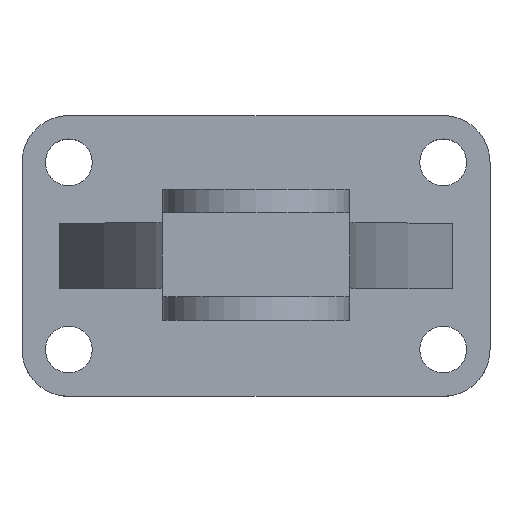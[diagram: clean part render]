
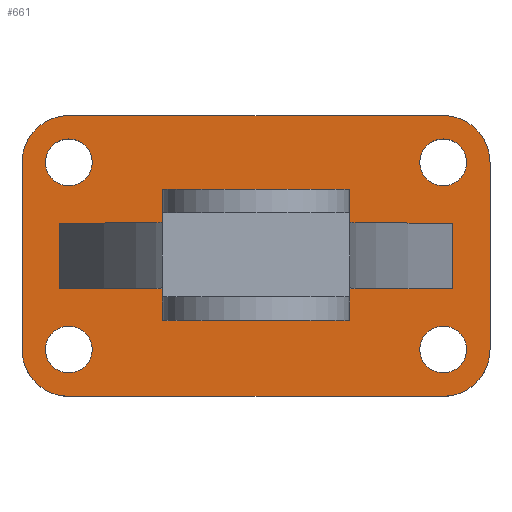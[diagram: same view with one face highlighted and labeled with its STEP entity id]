
A CAD part, top view. The second image highlights one B-rep face of the part: STEP entity #661.
In plain terms, the highlighted planar face has unit normal (0, 0, 1).
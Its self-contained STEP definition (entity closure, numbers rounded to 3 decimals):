
#25=LINE('',#983,#87);
#30=LINE('',#1004,#92);
#31=LINE('',#1009,#93);
#32=LINE('',#1012,#94);
#33=LINE('',#1023,#95);
#34=LINE('',#1025,#96);
#35=LINE('',#1027,#97);
#36=LINE('',#1028,#98);
#87=VECTOR('',#789,80.);
#92=VECTOR('',#808,40.);
#93=VECTOR('',#813,40.);
#94=VECTOR('',#816,80.);
#95=VECTOR('',#825,84.);
#96=VECTOR('',#826,14.);
#97=VECTOR('',#827,84.);
#98=VECTOR('',#828,14.);
#142=PLANE('',#707);
#163=FACE_BOUND('',#224,.T.);
#164=FACE_BOUND('',#225,.T.);
#165=FACE_BOUND('',#226,.T.);
#166=FACE_BOUND('',#227,.T.);
#167=FACE_BOUND('',#228,.T.);
#188=FACE_OUTER_BOUND('',#223,.T.);
#223=EDGE_LOOP('',(#480,#481,#482,#483,#484,#485,#486,#487));
#224=EDGE_LOOP('',(#488));
#225=EDGE_LOOP('',(#489));
#226=EDGE_LOOP('',(#490));
#227=EDGE_LOOP('',(#491));
#228=EDGE_LOOP('',(#492,#493,#494,#495));
#274=CIRCLE('',#708,10.);
#275=CIRCLE('',#709,10.);
#276=CIRCLE('',#710,10.);
#277=CIRCLE('',#711,10.);
#278=CIRCLE('',#712,5.);
#279=CIRCLE('',#713,5.);
#280=CIRCLE('',#714,5.);
#281=CIRCLE('',#715,5.);
#307=VERTEX_POINT('',#980);
#308=VERTEX_POINT('',#982);
#315=VERTEX_POINT('',#1000);
#316=VERTEX_POINT('',#1001);
#317=VERTEX_POINT('',#1003);
#318=VERTEX_POINT('',#1006);
#319=VERTEX_POINT('',#1008);
#320=VERTEX_POINT('',#1010);
#321=VERTEX_POINT('',#1013);
#322=VERTEX_POINT('',#1015);
#323=VERTEX_POINT('',#1017);
#324=VERTEX_POINT('',#1019);
#325=VERTEX_POINT('',#1021);
#326=VERTEX_POINT('',#1022);
#327=VERTEX_POINT('',#1024);
#328=VERTEX_POINT('',#1026);
#374=EDGE_CURVE('',#308,#307,#25,.T.);
#383=EDGE_CURVE('',#315,#316,#274,.T.);
#384=EDGE_CURVE('',#316,#317,#30,.T.);
#385=EDGE_CURVE('',#317,#308,#275,.T.);
#386=EDGE_CURVE('',#307,#318,#276,.T.);
#387=EDGE_CURVE('',#318,#319,#31,.T.);
#388=EDGE_CURVE('',#319,#320,#277,.T.);
#389=EDGE_CURVE('',#320,#315,#32,.T.);
#390=EDGE_CURVE('',#321,#321,#278,.T.);
#391=EDGE_CURVE('',#322,#322,#279,.T.);
#392=EDGE_CURVE('',#323,#323,#280,.T.);
#393=EDGE_CURVE('',#324,#324,#281,.T.);
#394=EDGE_CURVE('',#325,#326,#33,.T.);
#395=EDGE_CURVE('',#327,#326,#34,.T.);
#396=EDGE_CURVE('',#327,#328,#35,.T.);
#397=EDGE_CURVE('',#328,#325,#36,.T.);
#480=ORIENTED_EDGE('',*,*,#383,.T.);
#481=ORIENTED_EDGE('',*,*,#384,.T.);
#482=ORIENTED_EDGE('',*,*,#385,.T.);
#483=ORIENTED_EDGE('',*,*,#374,.T.);
#484=ORIENTED_EDGE('',*,*,#386,.T.);
#485=ORIENTED_EDGE('',*,*,#387,.T.);
#486=ORIENTED_EDGE('',*,*,#388,.T.);
#487=ORIENTED_EDGE('',*,*,#389,.T.);
#488=ORIENTED_EDGE('',*,*,#390,.T.);
#489=ORIENTED_EDGE('',*,*,#391,.T.);
#490=ORIENTED_EDGE('',*,*,#392,.T.);
#491=ORIENTED_EDGE('',*,*,#393,.T.);
#492=ORIENTED_EDGE('',*,*,#394,.T.);
#493=ORIENTED_EDGE('',*,*,#395,.F.);
#494=ORIENTED_EDGE('',*,*,#396,.T.);
#495=ORIENTED_EDGE('',*,*,#397,.T.);
#661=ADVANCED_FACE('',(#188,#163,#164,#165,#166,#167),#142,.T.);
#707=AXIS2_PLACEMENT_3D('',#999,#804,#805);
#708=AXIS2_PLACEMENT_3D('',#1002,#806,#807);
#709=AXIS2_PLACEMENT_3D('',#1005,#809,#810);
#710=AXIS2_PLACEMENT_3D('',#1007,#811,#812);
#711=AXIS2_PLACEMENT_3D('',#1011,#814,#815);
#712=AXIS2_PLACEMENT_3D('',#1014,#817,#818);
#713=AXIS2_PLACEMENT_3D('',#1016,#819,#820);
#714=AXIS2_PLACEMENT_3D('',#1018,#821,#822);
#715=AXIS2_PLACEMENT_3D('',#1020,#823,#824);
#789=DIRECTION('',(1.,0.,0.));
#804=DIRECTION('center_axis',(0.,0.,1.));
#805=DIRECTION('ref_axis',(1.,0.,0.));
#806=DIRECTION('center_axis',(0.,0.,1.));
#807=DIRECTION('ref_axis',(1.,0.,0.));
#808=DIRECTION('',(0.,-1.,0.));
#809=DIRECTION('center_axis',(0.,0.,1.));
#810=DIRECTION('ref_axis',(0.,1.,0.));
#811=DIRECTION('center_axis',(0.,0.,1.));
#812=DIRECTION('ref_axis',(-1.,0.,0.));
#813=DIRECTION('',(0.,1.,0.));
#814=DIRECTION('center_axis',(0.,0.,1.));
#815=DIRECTION('ref_axis',(0.,-1.,0.));
#816=DIRECTION('',(-1.,0.,0.));
#817=DIRECTION('center_axis',(0.,0.,-1.));
#818=DIRECTION('ref_axis',(1.,0.,0.));
#819=DIRECTION('center_axis',(0.,0.,-1.));
#820=DIRECTION('ref_axis',(1.,0.,0.));
#821=DIRECTION('center_axis',(0.,0.,-1.));
#822=DIRECTION('ref_axis',(1.,0.,0.));
#823=DIRECTION('center_axis',(0.,0.,-1.));
#824=DIRECTION('ref_axis',(1.,0.,0.));
#825=DIRECTION('',(1.,0.,0.));
#826=DIRECTION('',(0.,1.,0.));
#827=DIRECTION('',(-1.,0.,0.));
#828=DIRECTION('',(0.,1.,0.));
#980=CARTESIAN_POINT('',(40.,-16.,0.));
#982=CARTESIAN_POINT('',(-40.,-16.,0.));
#983=CARTESIAN_POINT('',(-40.,-16.,0.));
#999=CARTESIAN_POINT('Origin',(0.,14.,0.));
#1000=CARTESIAN_POINT('',(-40.,44.,0.));
#1001=CARTESIAN_POINT('',(-50.,34.,0.));
#1002=CARTESIAN_POINT('Origin',(-40.,34.,0.));
#1003=CARTESIAN_POINT('',(-50.,-6.,0.));
#1004=CARTESIAN_POINT('',(-50.,34.,0.));
#1005=CARTESIAN_POINT('Origin',(-40.,-6.,0.));
#1006=CARTESIAN_POINT('',(50.,-6.,0.));
#1007=CARTESIAN_POINT('Origin',(40.,-6.,0.));
#1008=CARTESIAN_POINT('',(50.,34.,0.));
#1009=CARTESIAN_POINT('',(50.,-6.,0.));
#1010=CARTESIAN_POINT('',(40.,44.,0.));
#1011=CARTESIAN_POINT('Origin',(40.,34.,0.));
#1012=CARTESIAN_POINT('',(40.,44.,0.));
#1013=CARTESIAN_POINT('',(-45.,34.,0.));
#1014=CARTESIAN_POINT('Origin',(-40.,34.,0.));
#1015=CARTESIAN_POINT('',(35.,34.,0.));
#1016=CARTESIAN_POINT('Origin',(40.,34.,0.));
#1017=CARTESIAN_POINT('',(35.,-6.,0.));
#1018=CARTESIAN_POINT('Origin',(40.,-6.,0.));
#1019=CARTESIAN_POINT('',(-45.,-6.,0.));
#1020=CARTESIAN_POINT('Origin',(-40.,-6.,0.));
#1021=CARTESIAN_POINT('',(-42.,21.,0.));
#1022=CARTESIAN_POINT('',(42.,21.,0.));
#1023=CARTESIAN_POINT('',(-21.,21.,0.));
#1024=CARTESIAN_POINT('',(42.,7.,0.));
#1025=CARTESIAN_POINT('',(42.,0.,0.));
#1026=CARTESIAN_POINT('',(-42.,7.,0.));
#1027=CARTESIAN_POINT('',(-21.,7.,0.));
#1028=CARTESIAN_POINT('',(-42.,0.,0.));
